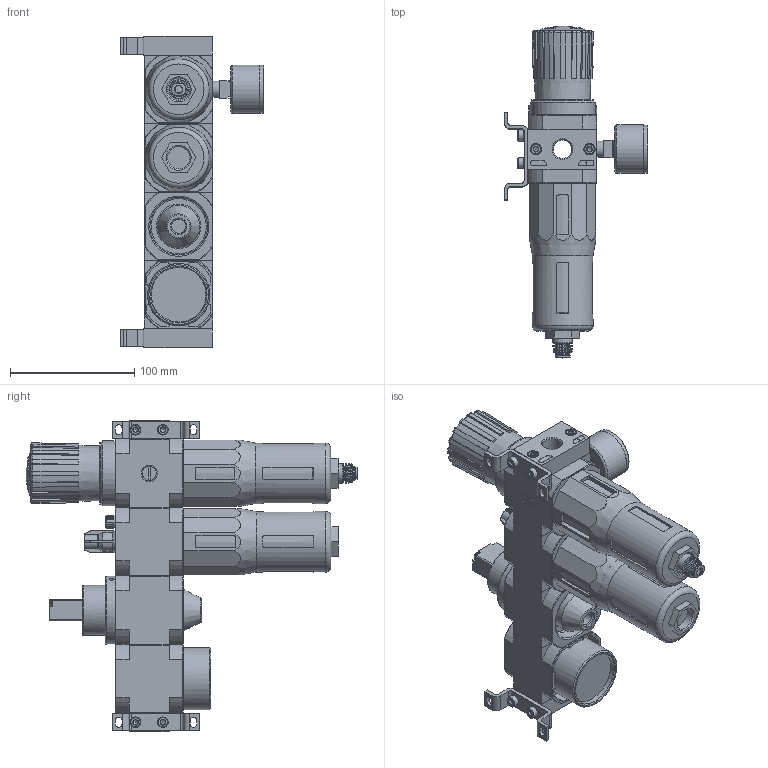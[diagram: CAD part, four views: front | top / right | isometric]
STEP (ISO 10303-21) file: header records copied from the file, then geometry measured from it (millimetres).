
FILE_DESCRIPTION(/* description */ ('STEP AP214'),/* implementation_level */ '2;1');
FILE_NAME(/* name */ '185834_FRC-3_8-D-MIDI-KE-A',/* time_stamp */ '2024-08-28T18:19:41+02:00',/* author */ ('License CC BY-ND 4.0'),/* organization */ ('CADENAS'),/* preprocessor_version */ 'ST-DEVELOPER v19.3',/* originating_system */ 'PARTsolutions',/* authorisation */ ' ');
FILE_SCHEMA (('AUTOMOTIVE_DESIGN {1 0 10303 214 3 1 1}'));
Length unit declared in the file: millimetre
Products named in the file (15): 185834 FRC-3/8-D-MIDI-KE-A; 380297 PBL-3/8-D-MIDI-L---(1) p1; DIN-912 - M5x18(F); 159593 HFOE-D-MIDI/MAXI-P1; DIN-912 - M5x10(F); 380299 PBL-3/8-D-MIDI-R---(0) p1; 120519 LFR-D-MIDI-A--(0); 8003639 PAGN-40-16-G14; 373846 LR-MIDI; 526489 MS4-LFR-V; 120536 LOE-D-MIDI; 351358 FRB-D-MIDI; 746237 HEE-D-MDI-24; 364665 MSEB-3-24V-D; 360727 HEL-MIDI
Assembly tree (26 placements, depth 2):
  185834 FRC-3/8-D-MIDI-KE-A
    380297 PBL-3/8-D-MIDI-L---(1) p1
    DIN-912 - M5x18(F)  x4
    159593 HFOE-D-MIDI/MAXI-P1  x2
    DIN-912 - M5x10(F)  x4
    380299 PBL-3/8-D-MIDI-R---(0) p1
    120519 LFR-D-MIDI-A--(0)
    8003639 PAGN-40-16-G14
    373846 LR-MIDI
    526489 MS4-LFR-V
    120536 LOE-D-MIDI
    351358 FRB-D-MIDI  x6
    746237 HEE-D-MDI-24
    364665 MSEB-3-24V-D
    360727 HEL-MIDI
Bounding box: 115.35 x 266.72 x 250 mm (x, y, z)
Volume: 1314409.5 mm3; surface area: 240117.8 mm2
Topology: 26 solids, 27 shells, 1629 faces, 3995 edges, 2534 vertices
Faces by surface type: plane 876, cylinder 374, cone 261, torus 107, sphere 11
Full cylindrical faces by diameter (mm): 2.013 x1, 2.5 x1, 3.2 x1, 3.6 x1, 3.7 x6, 3.8 x3, 4 x2, 4.134 x14, 5 x15, 5.3 x4, 5.4 x1, 5.5 x2, 5.6 x2, 6 x4, 6.3 x1, 7 x7, 8 x4, 8.4 x4, 8.5 x8, 8.7 x1, 9 x1, 9.6 x1, 10 x1, 11 x2, 11.2 x1, 11.4 x1, 11.445 x3, 11.6 x1, 11.8 x1, 13.157 x2
Entity records: 48843 total; most frequent: CARTESIAN_POINT 8751, DIRECTION 6594, ORIENTED_EDGE 6370, EDGE_CURVE 3185, AXIS2_PLACEMENT_3D 2554, VERTEX_POINT 2194, FACE_BOUND 1793, EDGE_LOOP 1785
